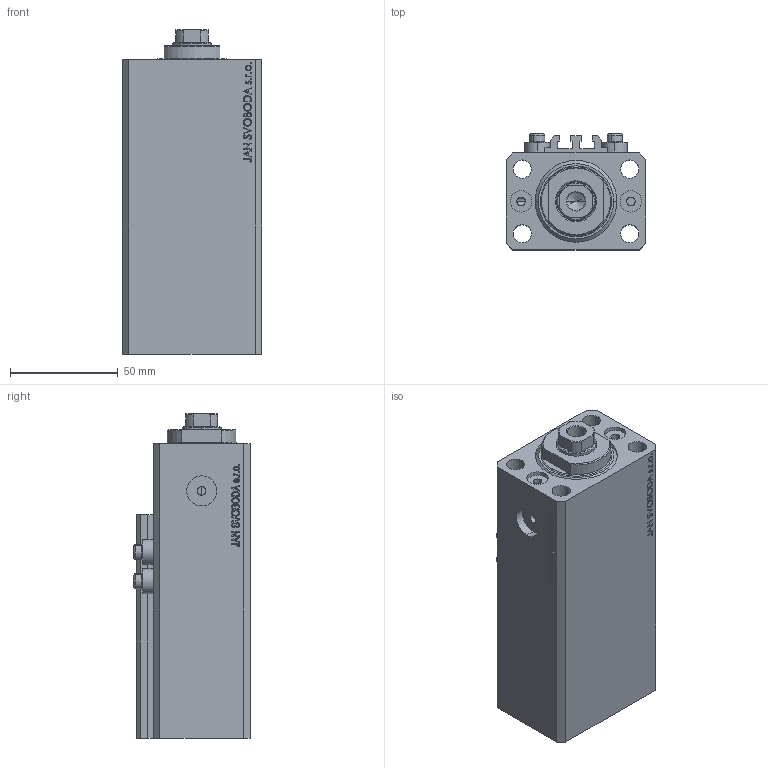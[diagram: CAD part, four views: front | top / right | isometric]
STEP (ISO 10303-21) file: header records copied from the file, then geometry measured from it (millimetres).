
FILE_DESCRIPTION (( 'STEP AP203' ), '1' );
FILE_NAME ('f950.STEP', '2022-04-09T15:15:17', ( '' ), ( '' ), 'SwSTEP 2.0', 'SolidWorks 2019', '' );
FILE_SCHEMA (( 'CONFIG_CONTROL_DESIGN' ));
Length unit declared in the file: millimetre
Products named in the file (5): V250CE_VC_C d0194aea50e3168ef20cfbeb47c5e3bb; V250CE_C_VCP d0194aea50e3168ef20cfbeb47c5e3bb; f950; ALLEN BOLT V250CE d0194aea50e3168ef20cfbeb47c5e3bb; V250CE_C_Body d0194aea50e3168ef20cfbeb47c5e3bb
Assembly tree (7 placements, depth 2):
  f950
    V250CE_C_Body d0194aea50e3168ef20cfbeb47c5e3bb
    ALLEN BOLT V250CE d0194aea50e3168ef20cfbeb47c5e3bb  x4
    V250CE_C_VCP d0194aea50e3168ef20cfbeb47c5e3bb
    V250CE_VC_C d0194aea50e3168ef20cfbeb47c5e3bb
Bounding box: 65 x 54 x 150.9 mm (x, y, z)
Volume: 366076.4 mm3; surface area: 92763.9 mm2
Topology: 8 solids, 8 shells, 1033 faces, 2601 edges, 1701 vertices
Faces by surface type: plane 503, bspline 374, cylinder 86, cone 56, torus 14
Entity records: 47239 total; most frequent: CARTESIAN_POINT 25890, ORIENTED_EDGE 4892, DIRECTION 3028, EDGE_CURVE 2446, VERTEX_POINT 1617, LINE 1486, VECTOR 1486, EDGE_LOOP 1081
